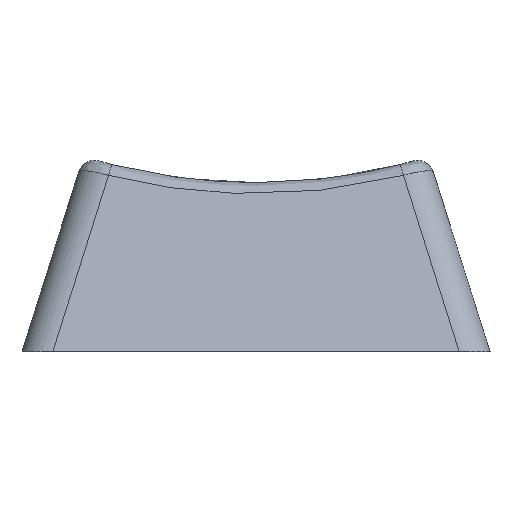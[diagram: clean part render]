
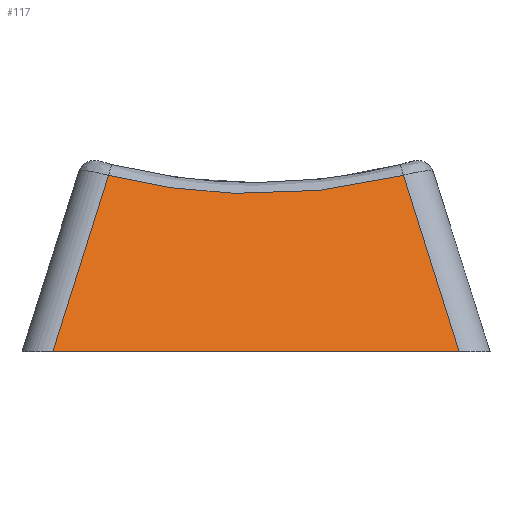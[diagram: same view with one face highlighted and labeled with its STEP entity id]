
A CAD part, left-side view. The second image highlights one B-rep face of the part: STEP entity #117.
In plain terms, the highlighted planar face has unit normal (-0.95, 0, 0.312).
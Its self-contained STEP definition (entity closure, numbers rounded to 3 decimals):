
#77=CARTESIAN_POINT('',(34.741,86.2,2.671));
#78=DIRECTION('',(0.95,0.,-0.312));
#79=DIRECTION('',(-0.312,0.,-0.95));
#80=AXIS2_PLACEMENT_3D('',#77,#78,#79);
#81=PLANE('',#80);
#82=CARTESIAN_POINT('',(33.863,78.388,0.));
#83=VERTEX_POINT('',#82);
#84=CARTESIAN_POINT('',(36.092,80.528,6.777));
#85=VERTEX_POINT('',#84);
#86=CARTESIAN_POINT('',(33.863,78.388,-0.));
#87=DIRECTION('',(0.299,0.287,0.91));
#88=VECTOR('',#87,7.448);
#89=LINE('',#86,#88);
#90=EDGE_CURVE('',#83,#85,#89,.T.);
#91=ORIENTED_EDGE('',*,*,#90,.T.);
#92=CARTESIAN_POINT('',(36.092,91.872,6.777));
#93=VERTEX_POINT('',#92);
#94=CARTESIAN_POINT('',(43.463,86.2,29.184));
#95=DIRECTION('',(0.95,0.,-0.312));
#96=DIRECTION('',(0.312,0.,0.95));
#97=AXIS2_PLACEMENT_3D('',#94,#95,#96);
#98=ELLIPSE('',#97,24.332,23.114);
#99=EDGE_CURVE('',#85,#93,#98,.T.);
#100=ORIENTED_EDGE('',*,*,#99,.T.);
#101=CARTESIAN_POINT('',(33.863,94.012,0.));
#102=VERTEX_POINT('',#101);
#103=CARTESIAN_POINT('',(36.092,91.872,6.777));
#104=DIRECTION('',(-0.299,0.287,-0.91));
#105=VECTOR('',#104,7.448);
#106=LINE('',#103,#105);
#107=EDGE_CURVE('',#93,#102,#106,.T.);
#108=ORIENTED_EDGE('',*,*,#107,.T.);
#109=CARTESIAN_POINT('',(33.863,94.012,0.));
#110=DIRECTION('',(-0.,-1.,-0.));
#111=VECTOR('',#110,15.625);
#112=LINE('',#109,#111);
#113=EDGE_CURVE('',#102,#83,#112,.T.);
#114=ORIENTED_EDGE('',*,*,#113,.T.);
#115=EDGE_LOOP('',(#91,#100,#108,#114));
#116=FACE_BOUND('',#115,.T.);
#117=ADVANCED_FACE('',(#116),#81,.F.);
